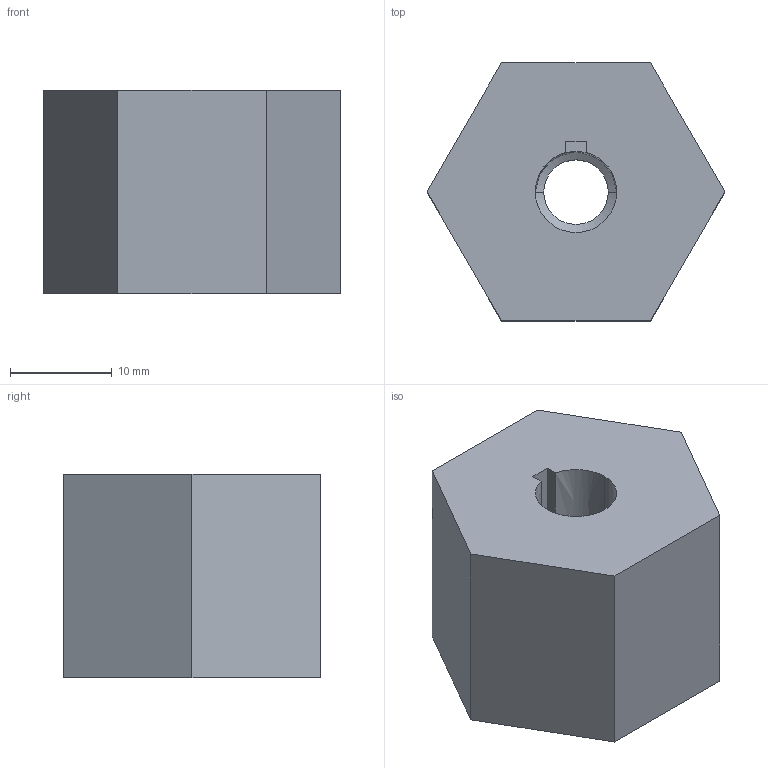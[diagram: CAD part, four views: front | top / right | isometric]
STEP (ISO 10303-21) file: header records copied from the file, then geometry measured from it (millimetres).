
FILE_DESCRIPTION((''),'2;1');
FILE_NAME('chiaphuacoupling.stp','2004-01-16T18:17:22',('Administrator'),(''),'Autodesk Inventor (tm) 5.0','Autodesk Inventor (tm) 5.0','');
FILE_SCHEMA(('CONFIG_CONTROL_DESIGN'));
Length unit declared in the file: inch
Products named in the file (1): chiaphuacoupling
Bounding box: 29.33 x 25.4 x 20 mm (x, y, z)
Volume: 10201.3 mm3; surface area: 3318.5 mm2
Topology: 1 solids, 1 shells, 18 faces, 44 edges, 28 vertices
Faces by surface type: plane 12, bspline 6
Entity records: 705 total; most frequent: CARTESIAN_POINT 193, ORIENTED_EDGE 88, DIRECTION 80, EDGE_CURVE 44, VECTOR 34, LINE 34, VERTEX_POINT 28, AXIS2_PLACEMENT_3D 23
